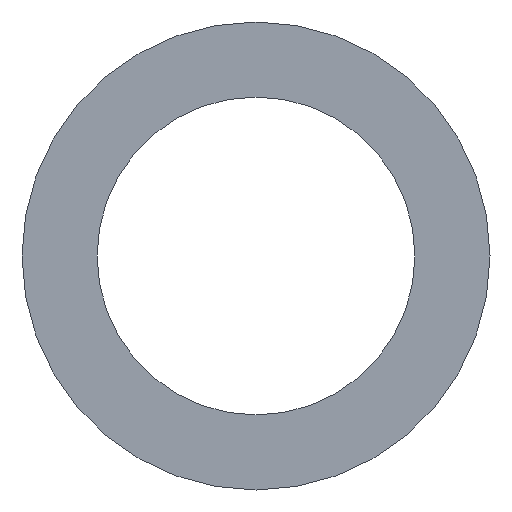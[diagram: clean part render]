
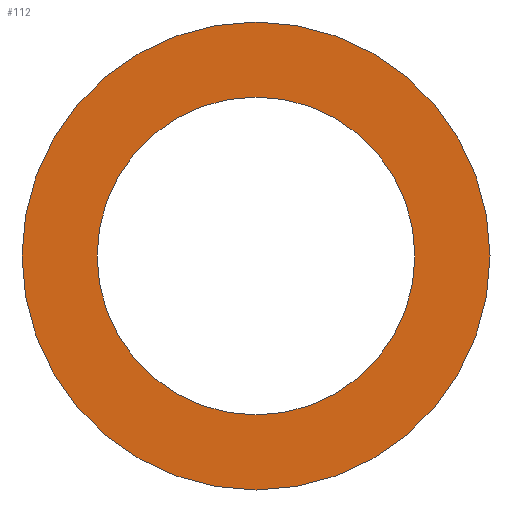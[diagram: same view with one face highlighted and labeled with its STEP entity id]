
A CAD part, left-side view. The second image highlights one B-rep face of the part: STEP entity #112.
In plain terms, the highlighted planar face has unit normal (-1, 0, 0).
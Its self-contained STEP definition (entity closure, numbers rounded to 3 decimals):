
#92 = VERTEX_POINT( '', #204 );
#98 = EDGE_CURVE( '', #116, #128, #210, .T. );
#112 = ADVANCED_FACE( '', ( #229, #230 ), #231, .T. );
#114 = EDGE_CURVE( '', #148, #92, #233, .T. );
#116 = VERTEX_POINT( '', #235 );
#128 = VERTEX_POINT( '', #250 );
#146 = EDGE_CURVE( '', #128, #116, #270, .T. );
#148 = VERTEX_POINT( '', #272 );
#160 = EDGE_CURVE( '', #92, #148, #285, .T. );
#204 = CARTESIAN_POINT( '', ( -155., 163.7, 0. ) );
#210 = CIRCLE( '', #339, 241. );
#229 = FACE_BOUND( '', #358, .T. );
#230 = FACE_OUTER_BOUND( '', #359, .T. );
#231 = PLANE( '', #360 );
#233 = CIRCLE( '', #363, 163.7 );
#235 = CARTESIAN_POINT( '', ( -155., 241., 0. ) );
#250 = CARTESIAN_POINT( '', ( -155., -241., 0. ) );
#270 = CIRCLE( '', #412, 241. );
#272 = CARTESIAN_POINT( '', ( -155., -163.7, 0. ) );
#285 = CIRCLE( '', #429, 163.7 );
#339 = AXIS2_PLACEMENT_3D( '', #459, #460, #461 );
#358 = EDGE_LOOP( '', ( #495, #496 ) );
#359 = EDGE_LOOP( '', ( #497, #498 ) );
#360 = AXIS2_PLACEMENT_3D( '', #499, #500, #501 );
#363 = AXIS2_PLACEMENT_3D( '', #502, #503, #504 );
#412 = AXIS2_PLACEMENT_3D( '', #550, #551, #552 );
#429 = AXIS2_PLACEMENT_3D( '', #564, #565, #566 );
#459 = CARTESIAN_POINT( '', ( -155., 0., 0. ) );
#460 = DIRECTION( '', ( -1., 0., 0. ) );
#461 = DIRECTION( '', ( 0., 1., 0. ) );
#495 = ORIENTED_EDGE( '', *, *, #160, .F. );
#496 = ORIENTED_EDGE( '', *, *, #114, .F. );
#497 = ORIENTED_EDGE( '', *, *, #98, .T. );
#498 = ORIENTED_EDGE( '', *, *, #146, .T. );
#499 = CARTESIAN_POINT( '', ( -155., 202.35, 0. ) );
#500 = DIRECTION( '', ( -1., 0., 0. ) );
#501 = DIRECTION( '', ( 0., 1., 0. ) );
#502 = CARTESIAN_POINT( '', ( -155., 0., 0. ) );
#503 = DIRECTION( '', ( -1., 0., 0. ) );
#504 = DIRECTION( '', ( 0., 1., 0. ) );
#550 = CARTESIAN_POINT( '', ( -155., 0., 0. ) );
#551 = DIRECTION( '', ( -1., 0., 0. ) );
#552 = DIRECTION( '', ( 0., 1., 0. ) );
#564 = CARTESIAN_POINT( '', ( -155., 0., 0. ) );
#565 = DIRECTION( '', ( -1., 0., 0. ) );
#566 = DIRECTION( '', ( 0., 1., 0. ) );
